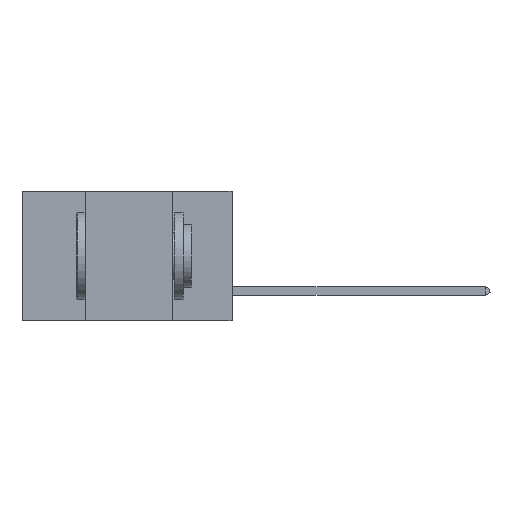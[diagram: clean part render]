
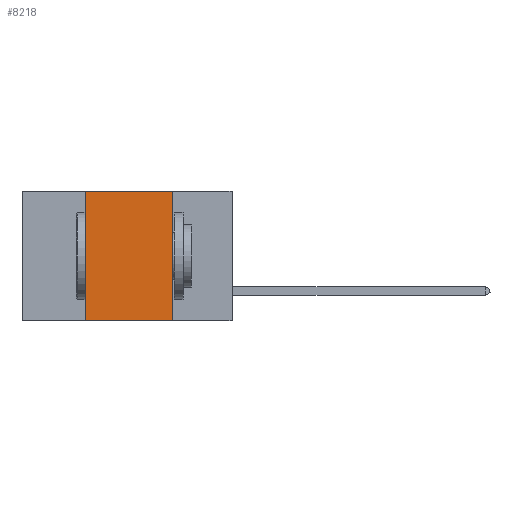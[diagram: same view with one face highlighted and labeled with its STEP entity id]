
A CAD part, left-side view. The second image highlights one B-rep face of the part: STEP entity #8218.
In plain terms, the highlighted planar face has unit normal (-1, 0, 0).
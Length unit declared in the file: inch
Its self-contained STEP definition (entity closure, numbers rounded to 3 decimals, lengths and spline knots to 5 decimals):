
#1302 = LINE ( 'NONE', #8348, #7037 ) ;
#2224 = FACE_OUTER_BOUND ( 'NONE', #11974, .T. ) ;
#2262 = VERTEX_POINT ( 'NONE', #12434 ) ;
#2733 = CARTESIAN_POINT ( 'NONE',  ( 0., 0.6, -0.37 ) ) ;
#3012 = DIRECTION ( 'NONE',  ( 0., -1., 0. ) ) ;
#3375 = PLANE ( 'NONE',  #13519 ) ;
#3478 = CARTESIAN_POINT ( 'NONE',  ( 0., 0.6, 0. ) ) ;
#4138 = DIRECTION ( 'NONE',  ( 0., 0., -1. ) ) ;
#4444 = CARTESIAN_POINT ( 'NONE',  ( 0., 0.17, -0.37 ) ) ;
#5395 = CARTESIAN_POINT ( 'NONE',  ( 0., 0.42, 0. ) ) ;
#5426 = ORIENTED_EDGE ( 'NONE', *, *, #13459, .F. ) ;
#6012 = DIRECTION ( 'NONE',  ( 1., 0., 0. ) ) ;
#6673 = DIRECTION ( 'NONE',  ( 0., -1., 0. ) ) ;
#6853 = EDGE_CURVE ( 'NONE', #2262, #9392, #8300, .T. ) ;
#6971 = ORIENTED_EDGE ( 'NONE', *, *, #6853, .F. ) ;
#7037 = VECTOR ( 'NONE', #3012, 39.37008 ) ;
#7107 = VERTEX_POINT ( 'NONE', #10153 ) ;
#8218 = ADVANCED_FACE ( 'NONE', ( #2224 ), #3375, .F. ) ;
#8300 = LINE ( 'NONE', #5395, #16283 ) ;
#8348 = CARTESIAN_POINT ( 'NONE',  ( 0., 0.6, 0. ) ) ;
#8473 = LINE ( 'NONE', #2733, #10740 ) ;
#9392 = VERTEX_POINT ( 'NONE', #14109 ) ;
#10153 = CARTESIAN_POINT ( 'NONE',  ( 0., 0.17, 0. ) ) ;
#10740 = VECTOR ( 'NONE', #6673, 39.37008 ) ;
#10755 = DIRECTION ( 'NONE',  ( 0., 0., 1. ) ) ;
#11312 = LINE ( 'NONE', #15885, #15597 ) ;
#11968 = EDGE_CURVE ( 'NONE', #9392, #7107, #1302, .T. ) ;
#11974 = EDGE_LOOP ( 'NONE', ( #5426, #14461, #6971, #14396 ) ) ;
#12434 = CARTESIAN_POINT ( 'NONE',  ( 0., 0.42, -0.37 ) ) ;
#13459 = EDGE_CURVE ( 'NONE', #7107, #13623, #11312, .T. ) ;
#13519 = AXIS2_PLACEMENT_3D ( 'NONE', #3478, #6012, #15175 ) ;
#13623 = VERTEX_POINT ( 'NONE', #4444 ) ;
#14109 = CARTESIAN_POINT ( 'NONE',  ( 0., 0.42, 0. ) ) ;
#14396 = ORIENTED_EDGE ( 'NONE', *, *, #15864, .T. ) ;
#14461 = ORIENTED_EDGE ( 'NONE', *, *, #11968, .F. ) ;
#15175 = DIRECTION ( 'NONE',  ( 0., 0., -1. ) ) ;
#15597 = VECTOR ( 'NONE', #4138, 39.37008 ) ;
#15864 = EDGE_CURVE ( 'NONE', #2262, #13623, #8473, .T. ) ;
#15885 = CARTESIAN_POINT ( 'NONE',  ( 0., 0.17, 0. ) ) ;
#16283 = VECTOR ( 'NONE', #10755, 39.37008 ) ;
